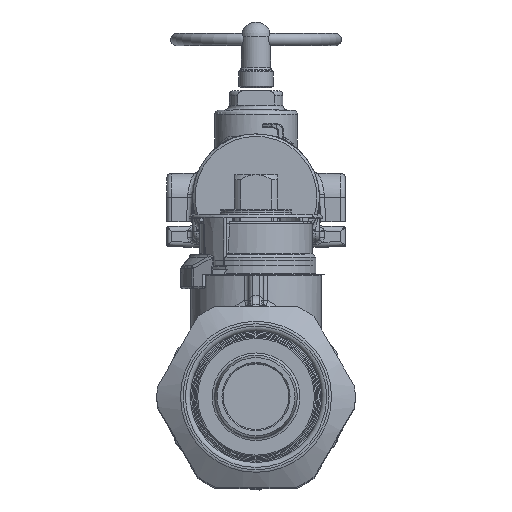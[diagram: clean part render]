
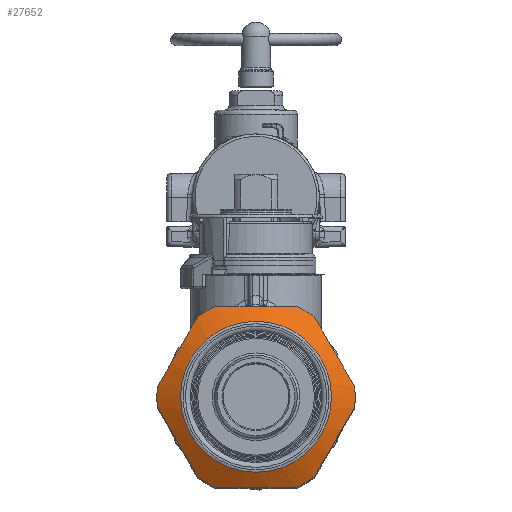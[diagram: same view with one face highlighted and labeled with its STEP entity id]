
A CAD part, top view. The second image highlights one B-rep face of the part: STEP entity #27652.
In plain terms, the highlighted conical face has half-angle 60 degrees and reference radius 17.78 mm.
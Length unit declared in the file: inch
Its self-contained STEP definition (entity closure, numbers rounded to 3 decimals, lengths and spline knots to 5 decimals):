
#70=(
BOUNDED_CURVE()
B_SPLINE_CURVE(2,(#122682,#122683,#122684),.UNSPECIFIED.,.F.,.F.)
B_SPLINE_CURVE_WITH_KNOTS((3,3),(0.,1.67512),.UNSPECIFIED.)
CURVE()
GEOMETRIC_REPRESENTATION_ITEM()
RATIONAL_B_SPLINE_CURVE((1.,1.096,1.))
REPRESENTATION_ITEM('')
);
#71=(
BOUNDED_CURVE()
B_SPLINE_CURVE(2,(#122688,#122689,#122690),.UNSPECIFIED.,.F.,.F.)
B_SPLINE_CURVE_WITH_KNOTS((3,3),(0.,1.67512),.UNSPECIFIED.)
CURVE()
GEOMETRIC_REPRESENTATION_ITEM()
RATIONAL_B_SPLINE_CURVE((1.,1.096,1.))
REPRESENTATION_ITEM('')
);
#72=(
BOUNDED_CURVE()
B_SPLINE_CURVE(2,(#122694,#122695,#122696),.UNSPECIFIED.,.F.,.F.)
B_SPLINE_CURVE_WITH_KNOTS((3,3),(0.,1.67512),.UNSPECIFIED.)
CURVE()
GEOMETRIC_REPRESENTATION_ITEM()
RATIONAL_B_SPLINE_CURVE((1.,1.096,1.))
REPRESENTATION_ITEM('')
);
#73=(
BOUNDED_CURVE()
B_SPLINE_CURVE(2,(#122700,#122701,#122702),.UNSPECIFIED.,.F.,.F.)
B_SPLINE_CURVE_WITH_KNOTS((3,3),(0.,1.67512),.UNSPECIFIED.)
CURVE()
GEOMETRIC_REPRESENTATION_ITEM()
RATIONAL_B_SPLINE_CURVE((1.,1.096,1.))
REPRESENTATION_ITEM('')
);
#74=(
BOUNDED_CURVE()
B_SPLINE_CURVE(2,(#122706,#122707,#122708),.UNSPECIFIED.,.F.,.F.)
B_SPLINE_CURVE_WITH_KNOTS((3,3),(0.,1.67512),.UNSPECIFIED.)
CURVE()
GEOMETRIC_REPRESENTATION_ITEM()
RATIONAL_B_SPLINE_CURVE((1.,1.096,1.))
REPRESENTATION_ITEM('')
);
#75=(
BOUNDED_CURVE()
B_SPLINE_CURVE(2,(#122712,#122713,#122714),.UNSPECIFIED.,.F.,.F.)
B_SPLINE_CURVE_WITH_KNOTS((3,3),(0.,1.67512),.UNSPECIFIED.)
CURVE()
GEOMETRIC_REPRESENTATION_ITEM()
RATIONAL_B_SPLINE_CURVE((1.,1.096,1.))
REPRESENTATION_ITEM('')
);
#1972=CONICAL_SURFACE('',#30615,0.7,1.047);
#3869=FACE_OUTER_BOUND('',#5743,.T.);
#5743=EDGE_LOOP('',(#25099,#25100,#25101,#25102,#25103,#25104,#25105,#25106,
#25107,#25108,#25109,#25110,#25111,#25112,#25113,#25114));
#8626=CIRCLE('',#30612,0.60928);
#8628=CIRCLE('',#30616,0.8);
#8629=CIRCLE('',#30617,0.8);
#8630=CIRCLE('',#30618,0.8);
#8631=CIRCLE('',#30619,0.8);
#8632=CIRCLE('',#30620,0.8);
#8633=CIRCLE('',#30621,0.8);
#8634=CIRCLE('',#30622,0.8);
#9584=LINE('',#122678,#10442);
#10442=VECTOR('',#37111,0.7);
#12788=VERTEX_POINT('',#122670);
#12790=VERTEX_POINT('',#122677);
#12791=VERTEX_POINT('',#122679);
#12792=VERTEX_POINT('',#122681);
#12793=VERTEX_POINT('',#122685);
#12794=VERTEX_POINT('',#122687);
#12795=VERTEX_POINT('',#122691);
#12796=VERTEX_POINT('',#122693);
#12797=VERTEX_POINT('',#122697);
#12798=VERTEX_POINT('',#122699);
#12799=VERTEX_POINT('',#122703);
#12800=VERTEX_POINT('',#122705);
#12801=VERTEX_POINT('',#122709);
#12802=VERTEX_POINT('',#122711);
#16911=EDGE_CURVE('',#12788,#12788,#8626,.T.);
#16913=EDGE_CURVE('',#12788,#12790,#9584,.T.);
#16914=EDGE_CURVE('',#12791,#12790,#8628,.T.);
#16915=EDGE_CURVE('',#12792,#12791,#70,.T.);
#16916=EDGE_CURVE('',#12793,#12792,#8629,.T.);
#16917=EDGE_CURVE('',#12794,#12793,#71,.T.);
#16918=EDGE_CURVE('',#12795,#12794,#8630,.T.);
#16919=EDGE_CURVE('',#12796,#12795,#72,.T.);
#16920=EDGE_CURVE('',#12797,#12796,#8631,.T.);
#16921=EDGE_CURVE('',#12798,#12797,#73,.T.);
#16922=EDGE_CURVE('',#12799,#12798,#8632,.T.);
#16923=EDGE_CURVE('',#12800,#12799,#74,.T.);
#16924=EDGE_CURVE('',#12801,#12800,#8633,.T.);
#16925=EDGE_CURVE('',#12802,#12801,#75,.T.);
#16926=EDGE_CURVE('',#12790,#12802,#8634,.T.);
#25099=ORIENTED_EDGE('',*,*,#16911,.F.);
#25100=ORIENTED_EDGE('',*,*,#16913,.T.);
#25101=ORIENTED_EDGE('',*,*,#16914,.F.);
#25102=ORIENTED_EDGE('',*,*,#16915,.F.);
#25103=ORIENTED_EDGE('',*,*,#16916,.F.);
#25104=ORIENTED_EDGE('',*,*,#16917,.F.);
#25105=ORIENTED_EDGE('',*,*,#16918,.F.);
#25106=ORIENTED_EDGE('',*,*,#16919,.F.);
#25107=ORIENTED_EDGE('',*,*,#16920,.F.);
#25108=ORIENTED_EDGE('',*,*,#16921,.F.);
#25109=ORIENTED_EDGE('',*,*,#16922,.F.);
#25110=ORIENTED_EDGE('',*,*,#16923,.F.);
#25111=ORIENTED_EDGE('',*,*,#16924,.F.);
#25112=ORIENTED_EDGE('',*,*,#16925,.F.);
#25113=ORIENTED_EDGE('',*,*,#16926,.F.);
#25114=ORIENTED_EDGE('',*,*,#16913,.F.);
#27652=ADVANCED_FACE('',(#3869),#1972,.T.);
#30612=AXIS2_PLACEMENT_3D('',#122672,#37103,#37104);
#30615=AXIS2_PLACEMENT_3D('',#122676,#37109,#37110);
#30616=AXIS2_PLACEMENT_3D('',#122680,#37112,#37113);
#30617=AXIS2_PLACEMENT_3D('',#122686,#37114,#37115);
#30618=AXIS2_PLACEMENT_3D('',#122692,#37116,#37117);
#30619=AXIS2_PLACEMENT_3D('',#122698,#37118,#37119);
#30620=AXIS2_PLACEMENT_3D('',#122704,#37120,#37121);
#30621=AXIS2_PLACEMENT_3D('',#122710,#37122,#37123);
#30622=AXIS2_PLACEMENT_3D('',#122715,#37124,#37125);
#37103=DIRECTION('center_axis',(0.,0.,
1.));
#37104=DIRECTION('ref_axis',(-1.,0.,0.));
#37109=DIRECTION('center_axis',(0.,0.,-1.));
#37110=DIRECTION('ref_axis',(1.,0.,0.));
#37111=DIRECTION('',(-0.866,0.,-0.5));
#37112=DIRECTION('center_axis',(0.,0.,-1.));
#37113=DIRECTION('ref_axis',(-1.,0.,0.));
#37114=DIRECTION('center_axis',(0.,0.,-1.));
#37115=DIRECTION('ref_axis',(-1.,0.,0.));
#37116=DIRECTION('center_axis',(0.,0.,-1.));
#37117=DIRECTION('ref_axis',(-1.,0.,0.));
#37118=DIRECTION('center_axis',(0.,0.,-1.));
#37119=DIRECTION('ref_axis',(-1.,0.,0.));
#37120=DIRECTION('center_axis',(0.,0.,-1.));
#37121=DIRECTION('ref_axis',(-1.,0.,0.));
#37122=DIRECTION('center_axis',(0.,0.,-1.));
#37123=DIRECTION('ref_axis',(-1.,0.,0.));
#37124=DIRECTION('center_axis',(0.,0.,-1.));
#37125=DIRECTION('ref_axis',(-1.,0.,0.));
#122670=CARTESIAN_POINT('',(-0.60928,0.,0.62464));
#122672=CARTESIAN_POINT('Origin',(0.,0.,
0.62464));
#122676=CARTESIAN_POINT('Origin',(0.,0.,0.57226));
#122677=CARTESIAN_POINT('',(-0.8,0.,0.51453));
#122678=CARTESIAN_POINT('',(-0.7,0.,0.57226));
#122679=CARTESIAN_POINT('',(-0.79583,-0.08158,0.51453));
#122680=CARTESIAN_POINT('Origin',(0.,0.,0.51453));
#122681=CARTESIAN_POINT('',(-0.46857,-0.64842,0.51453));
#122682=CARTESIAN_POINT('Ctrl Pts',(-0.46857,-0.64842,
0.51453));
#122683=CARTESIAN_POINT('Ctrl Pts',(-0.6322,-0.365,0.59182));
#122684=CARTESIAN_POINT('Ctrl Pts',(-0.79583,-0.08158,
0.51453));
#122685=CARTESIAN_POINT('',(-0.32726,-0.73,0.51453));
#122686=CARTESIAN_POINT('Origin',(0.,0.,0.51453));
#122687=CARTESIAN_POINT('',(0.32726,-0.73,0.51453));
#122688=CARTESIAN_POINT('Ctrl Pts',(0.32726,-0.73,0.51453));
#122689=CARTESIAN_POINT('Ctrl Pts',(0.,-0.73,0.59182));
#122690=CARTESIAN_POINT('Ctrl Pts',(-0.32726,-0.73,0.51453));
#122691=CARTESIAN_POINT('',(0.46857,-0.64842,0.51453));
#122692=CARTESIAN_POINT('Origin',(0.,0.,0.51453));
#122693=CARTESIAN_POINT('',(0.79583,-0.08158,0.51453));
#122694=CARTESIAN_POINT('Ctrl Pts',(0.79583,-0.08158,
0.51453));
#122695=CARTESIAN_POINT('Ctrl Pts',(0.6322,-0.365,
0.59182));
#122696=CARTESIAN_POINT('Ctrl Pts',(0.46857,-0.64842,
0.51453));
#122697=CARTESIAN_POINT('',(0.79583,0.08158,0.51453));
#122698=CARTESIAN_POINT('Origin',(0.,0.,0.51453));
#122699=CARTESIAN_POINT('',(0.46857,0.64842,0.51453));
#122700=CARTESIAN_POINT('Ctrl Pts',(0.46857,0.64842,
0.51453));
#122701=CARTESIAN_POINT('Ctrl Pts',(0.6322,0.365,0.59182));
#122702=CARTESIAN_POINT('Ctrl Pts',(0.79583,0.08158,
0.51453));
#122703=CARTESIAN_POINT('',(0.32726,0.73,0.51453));
#122704=CARTESIAN_POINT('Origin',(0.,0.,0.51453));
#122705=CARTESIAN_POINT('',(-0.32726,0.73,0.51453));
#122706=CARTESIAN_POINT('Ctrl Pts',(-0.32726,0.73,
0.51453));
#122707=CARTESIAN_POINT('Ctrl Pts',(0.,0.73,0.59182));
#122708=CARTESIAN_POINT('Ctrl Pts',(0.32726,0.73,0.51453));
#122709=CARTESIAN_POINT('',(-0.46857,0.64842,0.51453));
#122710=CARTESIAN_POINT('Origin',(0.,0.,0.51453));
#122711=CARTESIAN_POINT('',(-0.79583,0.08158,0.51453));
#122712=CARTESIAN_POINT('Ctrl Pts',(-0.79583,0.08158,
0.51453));
#122713=CARTESIAN_POINT('Ctrl Pts',(-0.6322,0.365,
0.59182));
#122714=CARTESIAN_POINT('Ctrl Pts',(-0.46857,0.64842,
0.51453));
#122715=CARTESIAN_POINT('Origin',(0.,0.,0.51453));
